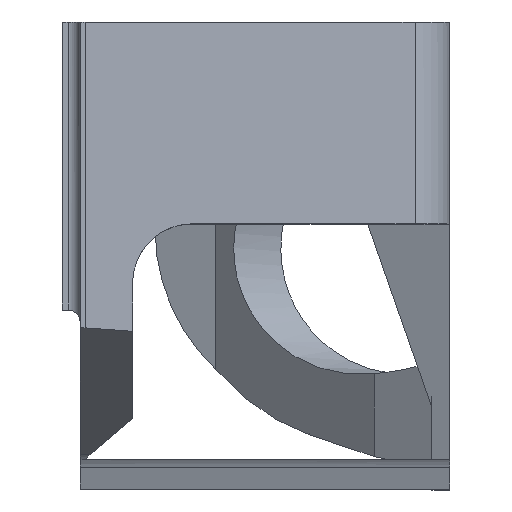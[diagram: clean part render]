
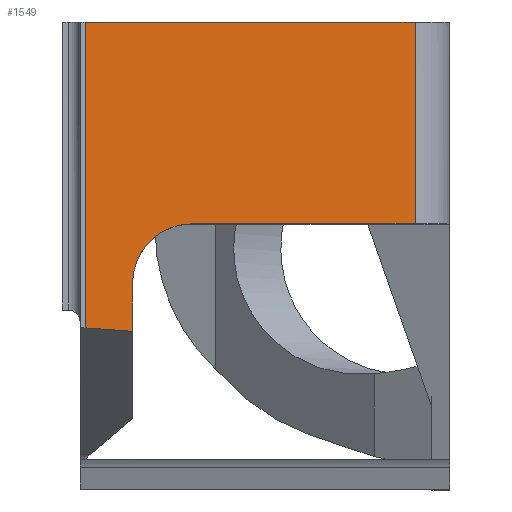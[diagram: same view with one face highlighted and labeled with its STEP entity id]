
A CAD part, top view. The second image highlights one B-rep face of the part: STEP entity #1549.
In plain terms, the highlighted planar face has unit normal (0.085, 0, 0.996).
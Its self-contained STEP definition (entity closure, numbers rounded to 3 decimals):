
#51=ELLIPSE('',#1690,10.037,10.);
#93=PLANE('',#1689);
#162=FACE_OUTER_BOUND('',#241,.T.);
#241=EDGE_LOOP('',(#1330,#1331,#1332,#1333,#1334,#1335,#1336));
#387=LINE('',#2610,#545);
#412=LINE('',#2713,#570);
#413=LINE('',#2716,#571);
#414=LINE('',#2718,#572);
#415=LINE('',#2722,#573);
#416=LINE('',#2723,#574);
#545=VECTOR('',#1951,10.);
#570=VECTOR('',#2042,10.);
#571=VECTOR('',#2045,10.);
#572=VECTOR('',#2046,10.);
#573=VECTOR('',#2049,10.);
#574=VECTOR('',#2050,10.);
#734=VERTEX_POINT('',#2607);
#735=VERTEX_POINT('',#2609);
#766=VERTEX_POINT('',#2711);
#767=VERTEX_POINT('',#2715);
#768=VERTEX_POINT('',#2717);
#769=VERTEX_POINT('',#2719);
#770=VERTEX_POINT('',#2721);
#924=EDGE_CURVE('',#734,#735,#387,.T.);
#971=EDGE_CURVE('',#766,#734,#412,.T.);
#972=EDGE_CURVE('',#767,#766,#413,.T.);
#973=EDGE_CURVE('',#768,#767,#414,.T.);
#974=EDGE_CURVE('',#769,#768,#51,.T.);
#975=EDGE_CURVE('',#770,#769,#415,.T.);
#976=EDGE_CURVE('',#735,#770,#416,.T.);
#1330=ORIENTED_EDGE('',*,*,#971,.F.);
#1331=ORIENTED_EDGE('',*,*,#972,.F.);
#1332=ORIENTED_EDGE('',*,*,#973,.F.);
#1333=ORIENTED_EDGE('',*,*,#974,.F.);
#1334=ORIENTED_EDGE('',*,*,#975,.F.);
#1335=ORIENTED_EDGE('',*,*,#976,.F.);
#1336=ORIENTED_EDGE('',*,*,#924,.F.);
#1549=ADVANCED_FACE('',(#162),#93,.F.);
#1689=AXIS2_PLACEMENT_3D('',#2714,#2043,#2044);
#1690=AXIS2_PLACEMENT_3D('',#2720,#2047,#2048);
#1951=DIRECTION('',(0.996,0.,-0.085));
#2042=DIRECTION('',(0.,1.,0.));
#2043=DIRECTION('center_axis',(-0.085,0.,-0.996));
#2044=DIRECTION('ref_axis',(0.996,0.,-0.085));
#2045=DIRECTION('',(-0.994,0.072,0.085));
#2046=DIRECTION('',(0.,-1.,0.));
#2047=DIRECTION('center_axis',(0.085,0.,0.996));
#2048=DIRECTION('ref_axis',(-0.996,0.,0.085));
#2049=DIRECTION('',(-0.996,0.,0.085));
#2050=DIRECTION('',(0.,-1.,0.));
#2607=CARTESIAN_POINT('',(368.199,40.928,85.756));
#2609=CARTESIAN_POINT('',(424.2,40.928,80.96));
#2610=CARTESIAN_POINT('',(374.534,40.928,85.214));
#2711=CARTESIAN_POINT('',(368.199,-11.008,85.756));
#2713=CARTESIAN_POINT('',(368.199,40.928,85.756));
#2714=CARTESIAN_POINT('Origin',(359.073,40.928,86.538));
#2715=CARTESIAN_POINT('',(376.273,-11.59,85.065));
#2716=CARTESIAN_POINT('',(355.789,-10.114,86.819));
#2717=CARTESIAN_POINT('',(376.273,-3.351,85.065));
#2718=CARTESIAN_POINT('',(376.273,13.788,85.065));
#2719=CARTESIAN_POINT('',(386.273,6.649,84.208));
#2720=CARTESIAN_POINT('Origin',(386.273,-3.351,84.208));
#2721=CARTESIAN_POINT('',(424.2,6.649,80.96));
#2722=CARTESIAN_POINT('',(371.673,6.649,85.459));
#2723=CARTESIAN_POINT('',(424.2,-33.351,80.96));
